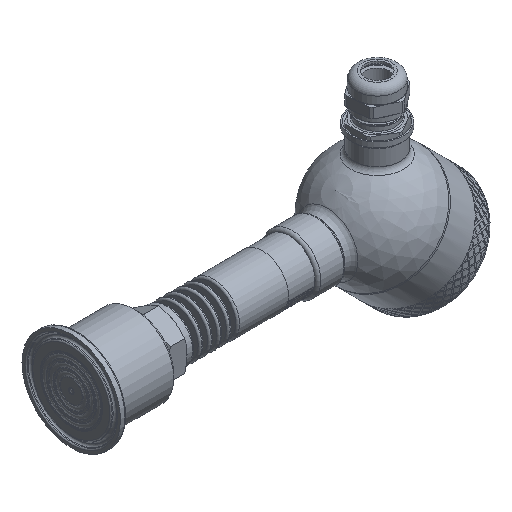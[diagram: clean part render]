
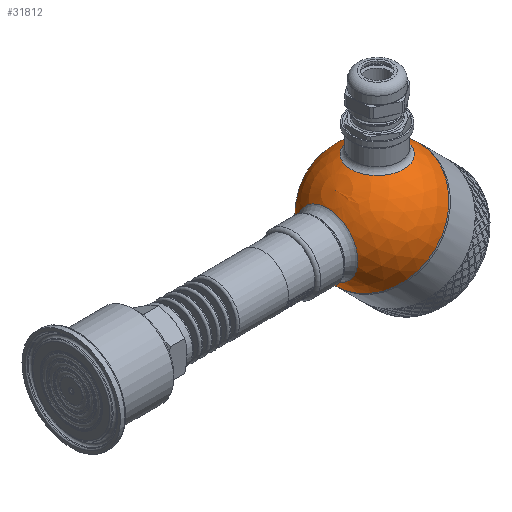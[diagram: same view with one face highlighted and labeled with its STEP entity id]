
A CAD part, isometric view. The second image highlights one B-rep face of the part: STEP entity #31812.
In plain terms, the highlighted spherical face has radius 30 mm.
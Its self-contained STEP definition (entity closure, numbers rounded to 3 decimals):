
#149=SPHERICAL_SURFACE('',#33581,30.);
#1568=FACE_BOUND('',#6158,.T.);
#1569=FACE_BOUND('',#6159,.T.);
#3977=FACE_OUTER_BOUND('',#6157,.T.);
#6157=EDGE_LOOP('',(#29365,#29366,#29367,#29368));
#6158=EDGE_LOOP('',(#29369));
#6159=EDGE_LOOP('',(#29370));
#6920=CIRCLE('',#33578,15.643);
#6923=CIRCLE('',#33582,30.);
#6924=CIRCLE('',#33583,30.);
#6925=CIRCLE('',#33584,30.);
#6926=CIRCLE('',#33585,13.5);
#15001=VERTEX_POINT('',#83839);
#15003=VERTEX_POINT('',#83845);
#15004=VERTEX_POINT('',#83846);
#15005=VERTEX_POINT('',#83848);
#15006=VERTEX_POINT('',#83851);
#19801=EDGE_CURVE('',#15001,#15001,#6920,.T.);
#19804=EDGE_CURVE('',#15003,#15004,#6923,.T.);
#19805=EDGE_CURVE('',#15003,#15005,#6924,.T.);
#19806=EDGE_CURVE('',#15004,#15003,#6925,.T.);
#19807=EDGE_CURVE('',#15006,#15006,#6926,.T.);
#29365=ORIENTED_EDGE('',*,*,#19804,.F.);
#29366=ORIENTED_EDGE('',*,*,#19805,.T.);
#29367=ORIENTED_EDGE('',*,*,#19805,.F.);
#29368=ORIENTED_EDGE('',*,*,#19806,.F.);
#29369=ORIENTED_EDGE('',*,*,#19801,.F.);
#29370=ORIENTED_EDGE('',*,*,#19807,.F.);
#31812=ADVANCED_FACE('',(#3977,#1568,#1569),#149,.T.);
#33578=AXIS2_PLACEMENT_3D('',#83840,#37789,#37790);
#33581=AXIS2_PLACEMENT_3D('',#83844,#37795,#37796);
#33582=AXIS2_PLACEMENT_3D('',#83847,#37797,#37798);
#33583=AXIS2_PLACEMENT_3D('',#83849,#37799,#37800);
#33584=AXIS2_PLACEMENT_3D('',#83850,#37801,#37802);
#33585=AXIS2_PLACEMENT_3D('',#83852,#37803,#37804);
#37789=DIRECTION('center_axis',(-0.707,0.,0.707));
#37790=DIRECTION('ref_axis',(0.707,0.,0.707));
#37795=DIRECTION('center_axis',(1.,0.,0.));
#37796=DIRECTION('ref_axis',(0.,-1.,0.));
#37797=DIRECTION('center_axis',(1.,0.,0.));
#37798=DIRECTION('ref_axis',(0.,1.,0.));
#37799=DIRECTION('center_axis',(0.,0.,1.));
#37800=DIRECTION('ref_axis',(0.,1.,0.));
#37801=DIRECTION('center_axis',(1.,0.,0.));
#37802=DIRECTION('ref_axis',(0.,1.,0.));
#37803=DIRECTION('center_axis',(-0.707,0.,-0.707));
#37804=DIRECTION('ref_axis',(-0.707,0.,0.707));
#83839=CARTESIAN_POINT('',(-29.162,0.,7.04));
#83840=CARTESIAN_POINT('Origin',(-18.101,0.,18.101));
#83844=CARTESIAN_POINT('Origin',(0.,0.,0.));
#83845=CARTESIAN_POINT('',(0.,30.,0.));
#83846=CARTESIAN_POINT('',(0.,-30.,0.));
#83847=CARTESIAN_POINT('Origin',(0.,0.,0.));
#83848=CARTESIAN_POINT('',(-30.,0.,0.));
#83849=CARTESIAN_POINT('Origin',(0.,0.,0.));
#83850=CARTESIAN_POINT('Origin',(0.,0.,0.));
#83851=CARTESIAN_POINT('',(-9.398,0.,-28.49));
#83852=CARTESIAN_POINT('Origin',(-18.944,0.,-18.944));
